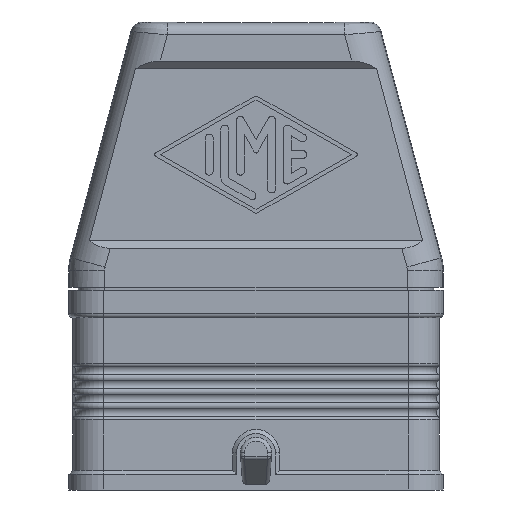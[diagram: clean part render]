
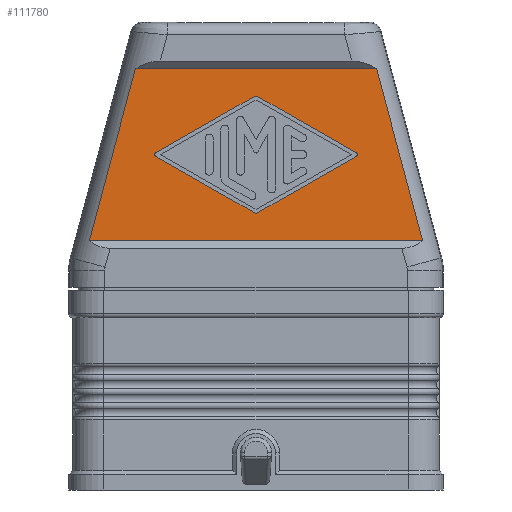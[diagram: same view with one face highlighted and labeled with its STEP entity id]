
A CAD part, front view. The second image highlights one B-rep face of the part: STEP entity #111780.
In plain terms, the highlighted planar face has unit normal (0, -1, 0).
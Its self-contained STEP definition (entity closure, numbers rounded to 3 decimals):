
#110290=CARTESIAN_POINT('',(21.353,-15.9,54.3));
#110300=VERTEX_POINT('',#110290);
#110330=CARTESIAN_POINT('',(22.073,-15.9,
51.616));
#110340=DIRECTION('',(-0.259,0.,0.966));
#110350=VECTOR('',#110340,1.);
#110360=LINE('',#110330,#110350);
#110370=CARTESIAN_POINT('',(15.459,-15.9,76.3));
#110380=VERTEX_POINT('',#110370);
#110390=EDGE_CURVE('',#110300,#110380,#110360,.T.);
#110720=CARTESIAN_POINT('',(-21.353,-15.9,54.3));
#110730=VERTEX_POINT('',#110720);
#110760=CARTESIAN_POINT('',(0.,-15.9,54.3));
#110770=DIRECTION('',(1.,0.,0.));
#110780=VECTOR('',#110770,1.);
#110790=LINE('',#110760,#110780);
#110800=EDGE_CURVE('',#110730,#110300,#110790,.T.);
#110850=CARTESIAN_POINT('',(0.,-15.9,77.3));
#110860=DIRECTION('',(0.,-1.,0.));
#110870=DIRECTION('',(0.,0.,1.));
#110880=AXIS2_PLACEMENT_3D('',#110850,#110860,#110870);
#110890=PLANE('',#110880);
#110900=CARTESIAN_POINT('',(0.,-15.9,58.3));
#110910=DIRECTION('',(0.,-1.,0.));
#110920=DIRECTION('',(1.,0.,0.));
#110930=AXIS2_PLACEMENT_3D('',#110900,#110910,#110920);
#110940=CIRCLE('',#110930,0.5);
#110950=CARTESIAN_POINT('',(-0.248,-15.9,
57.866));
#110960=VERTEX_POINT('',#110950);
#110970=CARTESIAN_POINT('',(0.248,-15.9,
57.866));
#110980=VERTEX_POINT('',#110970);
#110990=EDGE_CURVE('',#110960,#110980,#110940,.T.);
#111000=ORIENTED_EDGE('',*,*,#110990,.F.);
#111010=CARTESIAN_POINT('',(0.,-15.9,57.724));
#111020=DIRECTION('',(-0.868,0.,-0.496));
#111030=VECTOR('',#111020,1.);
#111040=LINE('',#111010,#111030);
#111050=CARTESIAN_POINT('',(12.874,-15.9,
65.083));
#111060=VERTEX_POINT('',#111050);
#111070=EDGE_CURVE('',#111060,#110980,#111040,.T.);
#111080=ORIENTED_EDGE('',*,*,#111070,.T.);
#111090=CARTESIAN_POINT('',(12.75,-15.9,65.3));
#111100=DIRECTION('',(0.,-1.,0.));
#111110=DIRECTION('',(1.,0.,0.));
#111120=AXIS2_PLACEMENT_3D('',#111090,#111100,#111110);
#111130=CIRCLE('',#111120,0.25);
#111140=CARTESIAN_POINT('',(12.874,-15.9,
65.517));
#111150=VERTEX_POINT('',#111140);
#111160=EDGE_CURVE('',#111060,#111150,#111130,.T.);
#111170=ORIENTED_EDGE('',*,*,#111160,.F.);
#111180=CARTESIAN_POINT('',(0.,-15.9,72.876));
#111190=DIRECTION('',(0.868,0.,-0.496));
#111200=VECTOR('',#111190,1.);
#111210=LINE('',#111180,#111200);
#111220=CARTESIAN_POINT('',(0.248,-15.9,
72.734));
#111230=VERTEX_POINT('',#111220);
#111240=EDGE_CURVE('',#111230,#111150,#111210,.T.);
#111250=ORIENTED_EDGE('',*,*,#111240,.T.);
#111260=CARTESIAN_POINT('',(0.,-15.9,72.3));
#111270=DIRECTION('',(0.,-1.,0.));
#111280=DIRECTION('',(1.,0.,0.));
#111290=AXIS2_PLACEMENT_3D('',#111260,#111270,#111280);
#111300=CIRCLE('',#111290,0.5);
#111310=CARTESIAN_POINT('',(-0.248,-15.9,
72.734));
#111320=VERTEX_POINT('',#111310);
#111330=EDGE_CURVE('',#111230,#111320,#111300,.T.);
#111340=ORIENTED_EDGE('',*,*,#111330,.F.);
#111350=CARTESIAN_POINT('',(0.,-15.9,72.876));
#111360=DIRECTION('',(0.868,0.,0.496));
#111370=VECTOR('',#111360,1.);
#111380=LINE('',#111350,#111370);
#111390=CARTESIAN_POINT('',(-12.874,-15.9,
65.517));
#111400=VERTEX_POINT('',#111390);
#111410=EDGE_CURVE('',#111400,#111320,#111380,.T.);
#111420=ORIENTED_EDGE('',*,*,#111410,.T.);
#111430=CARTESIAN_POINT('',(-12.75,-15.9,65.3));
#111440=DIRECTION('',(0.,-1.,0.));
#111450=DIRECTION('',(1.,0.,0.));
#111460=AXIS2_PLACEMENT_3D('',#111430,#111440,#111450);
#111470=CIRCLE('',#111460,0.25);
#111480=CARTESIAN_POINT('',(-12.874,-15.9,
65.083));
#111490=VERTEX_POINT('',#111480);
#111500=EDGE_CURVE('',#111400,#111490,#111470,.T.);
#111510=ORIENTED_EDGE('',*,*,#111500,.F.);
#111520=CARTESIAN_POINT('',(0.,-15.9,57.724));
#111530=DIRECTION('',(-0.868,0.,0.496));
#111540=VECTOR('',#111530,1.);
#111550=LINE('',#111520,#111540);
#111560=EDGE_CURVE('',#110960,#111490,#111550,.T.);
#111570=ORIENTED_EDGE('',*,*,#111560,.T.);
#111580=EDGE_LOOP('',(#111570,#111510,#111420,#111340,#111250,#111170,
#111080,#111000));
#111590=FACE_BOUND('',#111580,.T.);
#111600=CARTESIAN_POINT('',(-22.073,-15.9,
51.616));
#111610=DIRECTION('',(-0.259,0.,-0.966));
#111620=VECTOR('',#111610,1.);
#111630=LINE('',#111600,#111620);
#111640=CARTESIAN_POINT('',(-15.459,-15.9,76.3));
#111650=VERTEX_POINT('',#111640);
#111660=EDGE_CURVE('',#111650,#110730,#111630,.T.);
#111670=ORIENTED_EDGE('',*,*,#111660,.T.);
#111680=CARTESIAN_POINT('',(0.,-15.9,76.3));
#111690=DIRECTION('',(1.,0.,0.));
#111700=VECTOR('',#111690,1.);
#111710=LINE('',#111680,#111700);
#111720=EDGE_CURVE('',#111650,#110380,#111710,.T.);
#111730=ORIENTED_EDGE('',*,*,#111720,.F.);
#111740=ORIENTED_EDGE('',*,*,#110390,.T.);
#111750=ORIENTED_EDGE('',*,*,#110800,.T.);
#111760=EDGE_LOOP('',(#111750,#111740,#111730,#111670));
#111770=FACE_OUTER_BOUND('',#111760,.T.);
#111780=ADVANCED_FACE('',(#111590,#111770),#110890,.T.);
